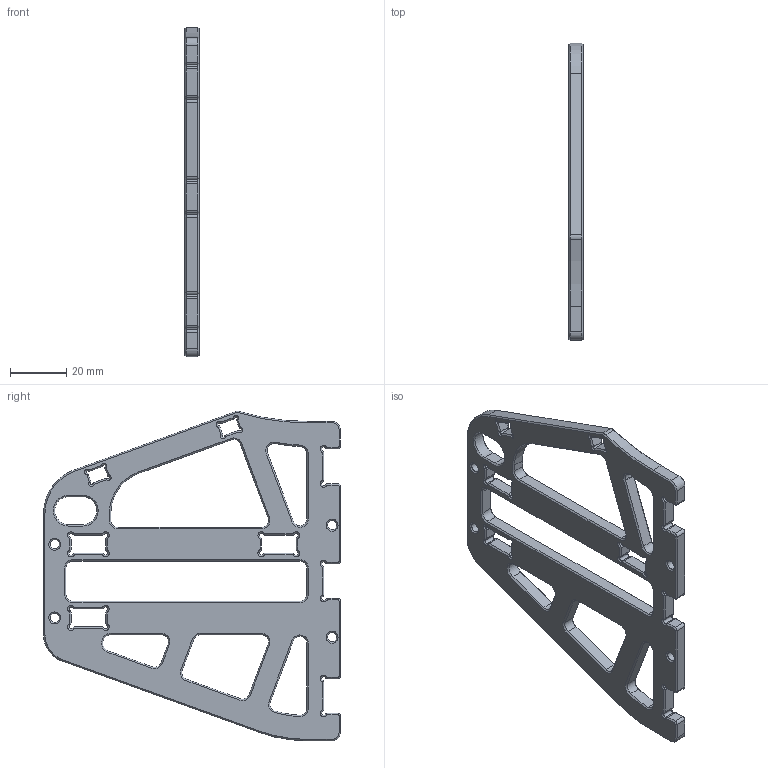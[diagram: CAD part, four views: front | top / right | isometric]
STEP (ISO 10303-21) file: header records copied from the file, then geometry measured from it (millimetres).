
FILE_DESCRIPTION(/* description */ (''),/* implementation_level */ '2;1');
FILE_NAME(/* name */ 'Left Side Plate.step',/* time_stamp */ '2023-09-26T13:37:16-05:00',/* author */ (''),/* organization */ (''),/* preprocessor_version */ 'ST-DEVELOPER v20',/* originating_system */ 'Autodesk Translation Framework v12.9.0.99',/* authorisation */ '');
FILE_SCHEMA (('AUTOMOTIVE_DESIGN { 1 0 10303 214 3 1 1 }'));
Length unit declared in the file: millimetre
Products named in the file (1): Left Side Plate
Bounding box: 5 x 106 x 117.64 mm (x, y, z)
Volume: 28285.9 mm3; surface area: 17379.8 mm2
Topology: 1 solids, 1 shells, 497 faces, 1155 edges, 660 vertices
Faces by surface type: cone 208, plane 185, cylinder 104
Full cylindrical faces by diameter (mm): 3.3 x4
Entity records: 13923 total; most frequent: DIRECTION 2535, CARTESIAN_POINT 2400, ORIENTED_EDGE 2310, EDGE_CURVE 1155, AXIS2_PLACEMENT_3D 914, LINE 707, VECTOR 707, VERTEX_POINT 660
